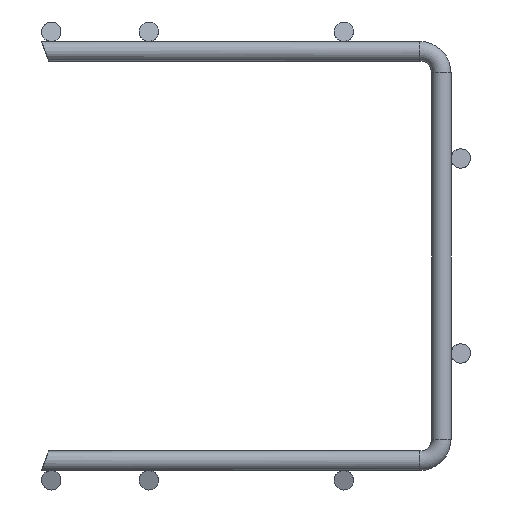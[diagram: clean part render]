
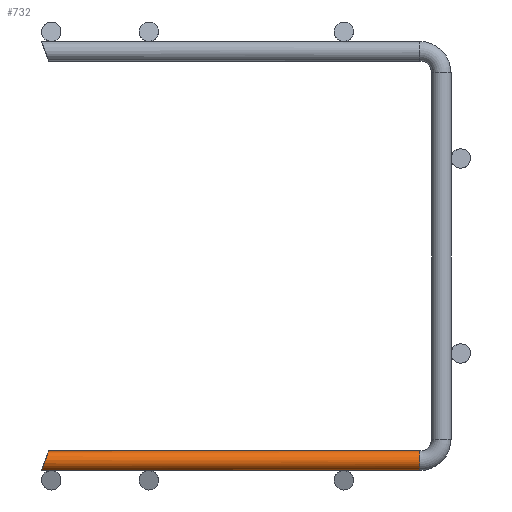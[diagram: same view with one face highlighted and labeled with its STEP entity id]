
A CAD part, left-side view. The second image highlights one B-rep face of the part: STEP entity #732.
In plain terms, the highlighted cylindrical face has radius 2.5 mm (diameter 5 mm), a partial arc.
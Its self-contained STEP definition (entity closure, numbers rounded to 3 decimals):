
#83 = CARTESIAN_POINT ( 'NONE',  ( 0., 3., -52.5 ) ) ;
#170 = CARTESIAN_POINT ( 'NONE',  ( 0., 3., -55. ) ) ;
#175 = CARTESIAN_POINT ( 'NONE',  ( 0., 3., -52.5 ) ) ;
#299 = CARTESIAN_POINT ( 'NONE',  ( 0., 3., -55. ) ) ;
#307 = CARTESIAN_POINT ( 'NONE',  ( 0., 100., -55. ) ) ;
#371 = EDGE_CURVE ( 'NONE', #3762, #3259, #1865, .T. ) ;
#421 = VERTEX_POINT ( 'NONE', #3067 ) ;
#534 = ORIENTED_EDGE ( 'NONE', *, *, #4674, .F. ) ;
#589 = CYLINDRICAL_SURFACE ( 'NONE', #5677, 2.5 ) ;
#635 = LINE ( 'NONE', #170, #2627 ) ;
#732 = ADVANCED_FACE ( 'NONE', ( #2366 ), #589, .T. ) ;
#1231 = CARTESIAN_POINT ( 'NONE',  ( -5., 100., -55. ) ) ;
#1363 = VECTOR ( 'NONE', #5035, 1000. ) ;
#1479 = DIRECTION ( 'NONE',  ( 0., 1., 0. ) ) ;
#1504 = DIRECTION ( 'NONE',  ( 0., 0., -1. ) ) ;
#1585 = CARTESIAN_POINT ( 'NONE',  ( 0., 98.18, -50. ) ) ;
#1709 = ORIENTED_EDGE ( 'NONE', *, *, #3643, .T. ) ;
#1780 = EDGE_CURVE ( 'NONE', #3101, #3259, #635, .T. ) ;
#1865 =( BOUNDED_CURVE ( )  B_SPLINE_CURVE ( 3, ( #4744, #5255, #1231, #307 ),
 .UNSPECIFIED., .F., .F. ) 
 B_SPLINE_CURVE_WITH_KNOTS ( ( 4, 4 ),
 ( 3.142, 6.283 ),
 .UNSPECIFIED. ) 
 CURVE ( )  GEOMETRIC_REPRESENTATION_ITEM ( )  RATIONAL_B_SPLINE_CURVE ( ( 1., 0.333, 0.333, 1. ) ) 
 REPRESENTATION_ITEM ( '' )  );
#2094 = ORIENTED_EDGE ( 'NONE', *, *, #371, .T. ) ;
#2366 = FACE_OUTER_BOUND ( 'NONE', #3855, .T. ) ;
#2627 = VECTOR ( 'NONE', #4218, 1000. ) ;
#2631 = ORIENTED_EDGE ( 'NONE', *, *, #1780, .F. ) ;
#3067 = CARTESIAN_POINT ( 'NONE',  ( 0., 3., -50. ) ) ;
#3101 = VERTEX_POINT ( 'NONE', #299 ) ;
#3142 = AXIS2_PLACEMENT_3D ( 'NONE', #83, #4975, #1504 ) ;
#3237 = CIRCLE ( 'NONE', #3142, 2.5 ) ;
#3259 = VERTEX_POINT ( 'NONE', #4162 ) ;
#3261 = DIRECTION ( 'NONE',  ( 0., 0., 1. ) ) ;
#3593 = CARTESIAN_POINT ( 'NONE',  ( 0., 3., -50. ) ) ;
#3643 = EDGE_CURVE ( 'NONE', #421, #3762, #4061, .T. ) ;
#3762 = VERTEX_POINT ( 'NONE', #1585 ) ;
#3855 = EDGE_LOOP ( 'NONE', ( #2631, #534, #1709, #2094 ) ) ;
#4061 = LINE ( 'NONE', #3593, #1363 ) ;
#4162 = CARTESIAN_POINT ( 'NONE',  ( 0., 100., -55. ) ) ;
#4218 = DIRECTION ( 'NONE',  ( 0., 1., 0. ) ) ;
#4674 = EDGE_CURVE ( 'NONE', #421, #3101, #3237, .T. ) ;
#4744 = CARTESIAN_POINT ( 'NONE',  ( 0., 98.18, -50. ) ) ;
#4975 = DIRECTION ( 'NONE',  ( 0., -1., 0. ) ) ;
#5035 = DIRECTION ( 'NONE',  ( 0., 1., 0. ) ) ;
#5255 = CARTESIAN_POINT ( 'NONE',  ( -5., 98.18, -50. ) ) ;
#5677 = AXIS2_PLACEMENT_3D ( 'NONE', #175, #1479, #3261 ) ;
